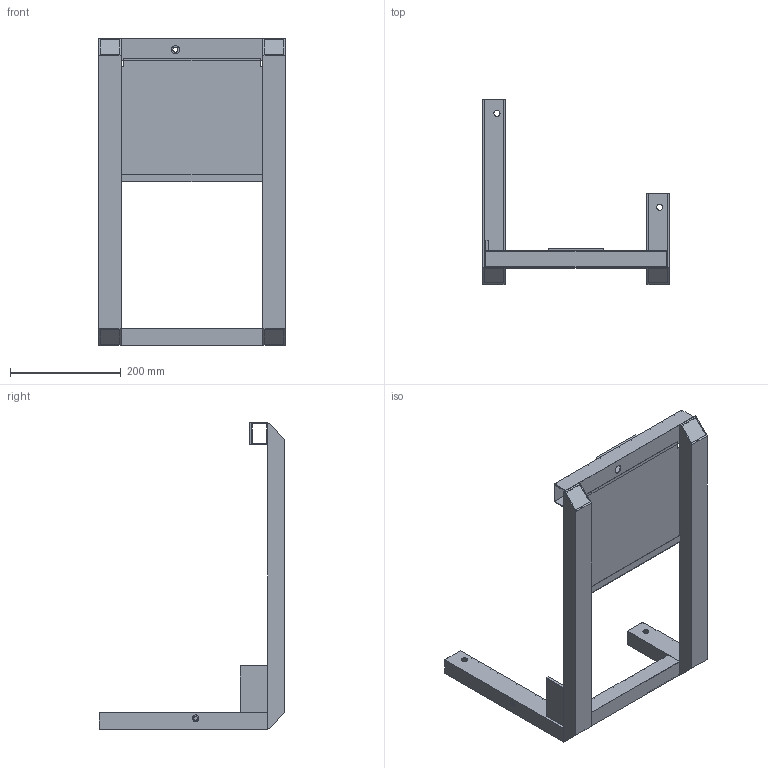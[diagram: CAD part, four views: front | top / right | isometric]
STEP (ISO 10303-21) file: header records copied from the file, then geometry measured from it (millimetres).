
FILE_DESCRIPTION (( 'STEP AP214' ), '1' );
FILE_NAME ('091118~0.STEP', '2021-04-27T19:17:14', ( '' ), ( '' ), 'SwSTEP 2.0', 'SolidWorks 2016', '' );
FILE_SCHEMA (( 'AUTOMOTIVE_DESIGN' ));
Length unit declared in the file: millimetre
Products named in the file (1): 091118~0
Bounding box: 337 x 335 x 555 mm (x, y, z)
Volume: 662471.3 mm3; surface area: 727021.2 mm2
Topology: 15 solids, 15 shells, 155 faces, 364 edges, 240 vertices
Faces by surface type: plane 117, cylinder 38
Entity records: 4786 total; most frequent: CARTESIAN_POINT 760, DIRECTION 752, ORIENTED_EDGE 728, EDGE_CURVE 364, LINE 288, VECTOR 288, VERTEX_POINT 240, AXIS2_PLACEMENT_3D 232
